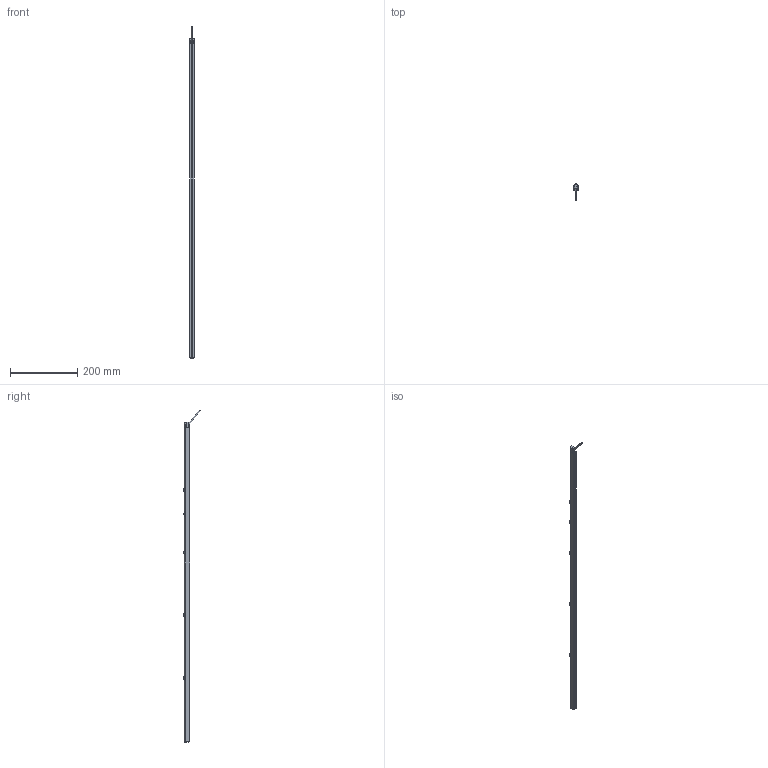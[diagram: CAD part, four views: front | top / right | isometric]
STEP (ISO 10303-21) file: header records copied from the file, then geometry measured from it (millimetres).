
FILE_DESCRIPTION((''),'2;1');
FILE_NAME('218822_SM01_ASM','2021-05-11T14:14:03',('nbanister'),('BANNER ENGINEERING CORP.'),'CREO PARAMETRIC BY PTC INC, 2019292','CREO PARAMETRIC BY PTC INC, 2019292','');
FILE_SCHEMA(('CONFIG_CONTROL_DESIGN','SHAPE_APPEARANCE_LAYERS_GROUPS'));
Length unit declared in the file: millimetre
Products named in the file (2): 218822_EP01; 218822_SM01_ASM
Assembly tree (1 placements, depth 2):
  218822_SM01_ASM
    218822_EP01
Bounding box: 12 x 49.38 x 986.31 mm (x, y, z)
Volume: 153204.2 mm3; surface area: 66640.9 mm2
Topology: 1 solids, 1 shells, 888 faces, 2348 edges, 1433 vertices
Faces by surface type: bspline 354, plane 218, cylinder 190, cone 63, sphere 22, revolution 16, torus 15, extrusion 10
Entity records: 69982 total; most frequent: CARTESIAN_POINT 45580, ORIENTED_EDGE 4660, DIRECTION 2527, EDGE_CURVE 2330, VERTEX_POINT 1433, B_SPLINE_CURVE_WITH_KNOTS 1283, AXIS2_PLACEMENT_3D 917, EDGE_LOOP 917
